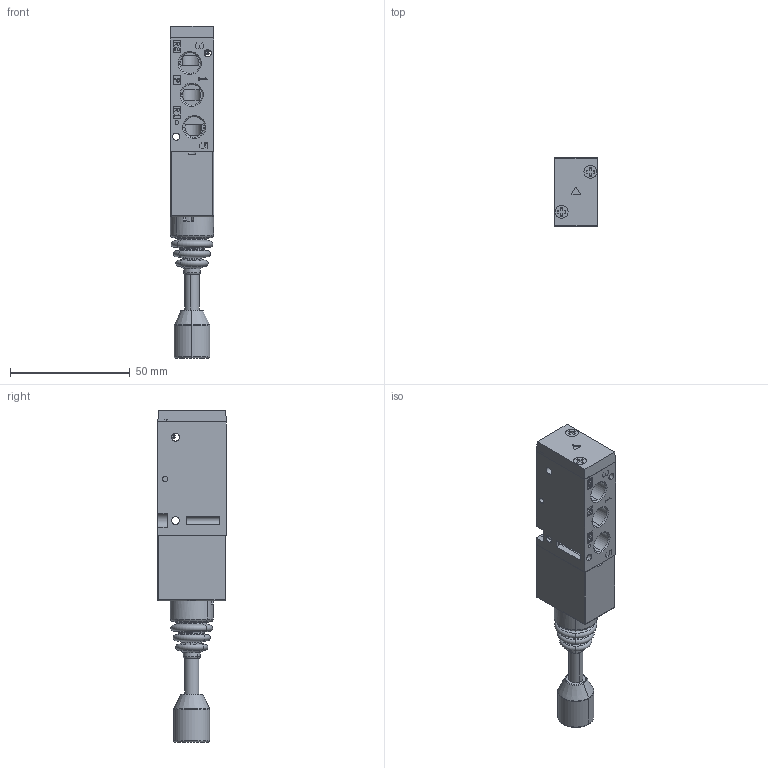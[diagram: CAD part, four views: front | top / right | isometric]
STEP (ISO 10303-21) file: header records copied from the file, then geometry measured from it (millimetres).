
FILE_DESCRIPTION (( 'STEP AP203' ), '1' );
FILE_NAME ('TMV210.STEP', '2013-01-31T04:42:56', ( '' ), ( '' ), 'SwSTEP 2.0', 'SolidWorks 2008', '' );
FILE_SCHEMA (( 'CONFIG_CONTROL_DESIGN' ));
Length unit declared in the file: millimetre
Products named in the file (9): TMV210; SF2000-Body_ル遽; BodyCover_ル遽; 濠夥塭200_ル遽; TMV200Semi Pilot-1_晦獄; BELLOWS_晦獄; PISTON LEVER HANDLE_晦獄; 嬪縑; BodyCoverBolt(M3xL12)_ル遽
Assembly tree (11 placements, depth 3):
  TMV210
    BodyCoverBolt(M3xL12)_ル遽  x2
    SF2000-Body_ル遽
    濠夥塭200_ル遽
      BodyCoverBolt(M3xL12)_ル遽  x2
      BELLOWS_晦獄
      PISTON LEVER HANDLE_晦獄
      TMV200Semi Pilot-1_晦獄
      嬪縑
    BodyCover_ル遽
Bounding box: 18.1 x 28.75 x 138.5 mm (x, y, z)
Volume: 34792.4 mm3; surface area: 23763.7 mm2
Topology: 10 solids, 10 shells, 1044 faces, 2593 edges, 1601 vertices
Faces by surface type: plane 469, cone 278, cylinder 238, torus 55, sphere 4
Entity records: 26434 total; most frequent: CARTESIAN_POINT 5089, DIRECTION 4349, ORIENTED_EDGE 4182, EDGE_CURVE 2091, AXIS2_PLACEMENT_3D 1497, LINE 1355, VECTOR 1355, VERTEX_POINT 1325
